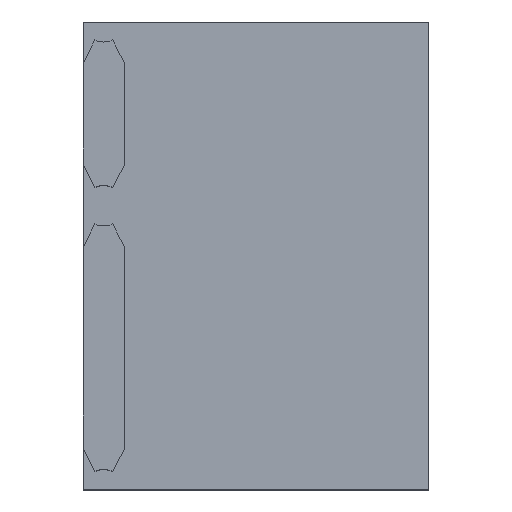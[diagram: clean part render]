
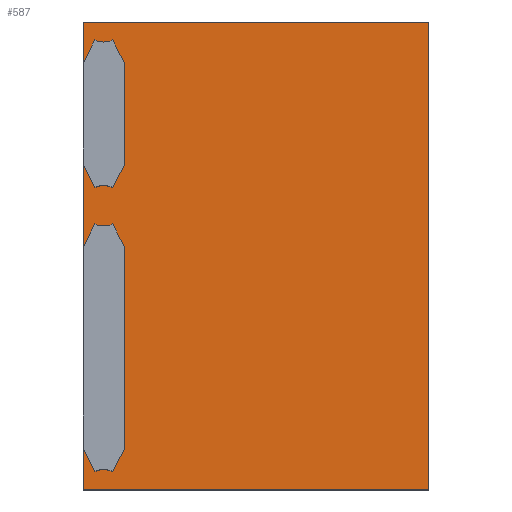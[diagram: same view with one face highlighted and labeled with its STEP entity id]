
A CAD part, top view. The second image highlights one B-rep face of the part: STEP entity #587.
In plain terms, the highlighted planar face has unit normal (0, 0, 1).
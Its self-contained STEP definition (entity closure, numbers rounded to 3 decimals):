
#19=CIRCLE('',#633,1.5);
#20=CIRCLE('',#634,1.5);
#21=CIRCLE('',#635,1.5);
#22=CIRCLE('',#636,1.5);
#37=FACE_OUTER_BOUND('',#69,.T.);
#69=EDGE_LOOP('',(#423,#424,#425,#426,#427,#428,#429,#430,#431,#432,#433,
#434,#435,#436,#437,#438,#439,#440,#441,#442));
#114=LINE('',#870,#190);
#115=LINE('',#874,#191);
#116=LINE('',#876,#192);
#117=LINE('',#878,#193);
#118=LINE('',#882,#194);
#119=LINE('',#884,#195);
#120=LINE('',#886,#196);
#121=LINE('',#888,#197);
#122=LINE('',#890,#198);
#123=LINE('',#892,#199);
#124=LINE('',#894,#200);
#125=LINE('',#898,#201);
#126=LINE('',#900,#202);
#127=LINE('',#902,#203);
#128=LINE('',#906,#204);
#129=LINE('',#907,#205);
#190=VECTOR('',#707,10.);
#191=VECTOR('',#710,10.);
#192=VECTOR('',#711,10.);
#193=VECTOR('',#712,10.);
#194=VECTOR('',#715,10.);
#195=VECTOR('',#716,10.);
#196=VECTOR('',#717,10.);
#197=VECTOR('',#718,10.);
#198=VECTOR('',#719,10.);
#199=VECTOR('',#720,10.);
#200=VECTOR('',#721,10.);
#201=VECTOR('',#724,10.);
#202=VECTOR('',#725,10.);
#203=VECTOR('',#726,10.);
#204=VECTOR('',#729,10.);
#205=VECTOR('',#730,10.);
#259=VERTEX_POINT('',#868);
#260=VERTEX_POINT('',#869);
#261=VERTEX_POINT('',#871);
#262=VERTEX_POINT('',#873);
#263=VERTEX_POINT('',#875);
#264=VERTEX_POINT('',#877);
#265=VERTEX_POINT('',#879);
#266=VERTEX_POINT('',#881);
#267=VERTEX_POINT('',#883);
#268=VERTEX_POINT('',#885);
#269=VERTEX_POINT('',#887);
#270=VERTEX_POINT('',#889);
#271=VERTEX_POINT('',#891);
#272=VERTEX_POINT('',#893);
#273=VERTEX_POINT('',#895);
#274=VERTEX_POINT('',#897);
#275=VERTEX_POINT('',#899);
#276=VERTEX_POINT('',#901);
#277=VERTEX_POINT('',#903);
#278=VERTEX_POINT('',#905);
#322=EDGE_CURVE('',#259,#260,#114,.T.);
#323=EDGE_CURVE('',#260,#261,#19,.T.);
#324=EDGE_CURVE('',#261,#262,#115,.T.);
#325=EDGE_CURVE('',#262,#263,#116,.T.);
#326=EDGE_CURVE('',#263,#264,#117,.T.);
#327=EDGE_CURVE('',#264,#265,#20,.T.);
#328=EDGE_CURVE('',#265,#266,#118,.T.);
#329=EDGE_CURVE('',#267,#266,#119,.T.);
#330=EDGE_CURVE('',#268,#267,#120,.T.);
#331=EDGE_CURVE('',#269,#268,#121,.T.);
#332=EDGE_CURVE('',#270,#269,#122,.T.);
#333=EDGE_CURVE('',#271,#270,#123,.T.);
#334=EDGE_CURVE('',#271,#272,#124,.T.);
#335=EDGE_CURVE('',#272,#273,#21,.T.);
#336=EDGE_CURVE('',#273,#274,#125,.T.);
#337=EDGE_CURVE('',#274,#275,#126,.T.);
#338=EDGE_CURVE('',#275,#276,#127,.T.);
#339=EDGE_CURVE('',#276,#277,#22,.T.);
#340=EDGE_CURVE('',#277,#278,#128,.T.);
#341=EDGE_CURVE('',#259,#278,#129,.T.);
#423=ORIENTED_EDGE('',*,*,#322,.T.);
#424=ORIENTED_EDGE('',*,*,#323,.T.);
#425=ORIENTED_EDGE('',*,*,#324,.T.);
#426=ORIENTED_EDGE('',*,*,#325,.T.);
#427=ORIENTED_EDGE('',*,*,#326,.T.);
#428=ORIENTED_EDGE('',*,*,#327,.T.);
#429=ORIENTED_EDGE('',*,*,#328,.T.);
#430=ORIENTED_EDGE('',*,*,#329,.F.);
#431=ORIENTED_EDGE('',*,*,#330,.F.);
#432=ORIENTED_EDGE('',*,*,#331,.F.);
#433=ORIENTED_EDGE('',*,*,#332,.F.);
#434=ORIENTED_EDGE('',*,*,#333,.F.);
#435=ORIENTED_EDGE('',*,*,#334,.T.);
#436=ORIENTED_EDGE('',*,*,#335,.T.);
#437=ORIENTED_EDGE('',*,*,#336,.T.);
#438=ORIENTED_EDGE('',*,*,#337,.T.);
#439=ORIENTED_EDGE('',*,*,#338,.T.);
#440=ORIENTED_EDGE('',*,*,#339,.T.);
#441=ORIENTED_EDGE('',*,*,#340,.T.);
#442=ORIENTED_EDGE('',*,*,#341,.F.);
#560=PLANE('',#632);
#587=ADVANCED_FACE('',(#37),#560,.T.);
#632=AXIS2_PLACEMENT_3D('',#867,#705,#706);
#633=AXIS2_PLACEMENT_3D('',#872,#708,#709);
#634=AXIS2_PLACEMENT_3D('',#880,#713,#714);
#635=AXIS2_PLACEMENT_3D('',#896,#722,#723);
#636=AXIS2_PLACEMENT_3D('',#904,#727,#728);
#705=DIRECTION('center_axis',(0.,0.,1.));
#706=DIRECTION('ref_axis',(1.,0.,0.));
#707=DIRECTION('',(0.447,0.894,0.));
#708=DIRECTION('center_axis',(0.,0.,
1.));
#709=DIRECTION('ref_axis',(0.,-1.,0.));
#710=DIRECTION('',(0.447,-0.894,0.));
#711=DIRECTION('',(0.,-1.,0.));
#712=DIRECTION('',(-0.447,-0.894,0.));
#713=DIRECTION('center_axis',(0.,0.,
1.));
#714=DIRECTION('ref_axis',(0.,-1.,0.));
#715=DIRECTION('',(-0.447,0.894,0.));
#716=DIRECTION('',(0.,1.,0.));
#717=DIRECTION('',(-1.,0.,0.));
#718=DIRECTION('',(0.,-1.,0.));
#719=DIRECTION('',(1.,0.,0.));
#720=DIRECTION('',(0.,1.,0.));
#721=DIRECTION('',(0.447,0.894,0.));
#722=DIRECTION('center_axis',(0.,0.,1.));
#723=DIRECTION('ref_axis',(0.,-1.,0.));
#724=DIRECTION('',(0.447,-0.894,0.));
#725=DIRECTION('',(0.,-1.,0.));
#726=DIRECTION('',(-0.447,-0.894,0.));
#727=DIRECTION('center_axis',(0.,0.,1.));
#728=DIRECTION('ref_axis',(0.,-1.,0.));
#729=DIRECTION('',(-0.447,0.894,0.));
#730=DIRECTION('',(0.,1.,0.));
#867=CARTESIAN_POINT('Origin',(-24.83,-17.88,-10.075));
#868=CARTESIAN_POINT('',(-37.585,-17.18,-10.075));
#869=CARTESIAN_POINT('',(-36.756,-15.522,-10.075));
#870=CARTESIAN_POINT('',(-37.728,-17.466,-10.075));
#871=CARTESIAN_POINT('',(-35.414,-15.522,-10.075));
#872=CARTESIAN_POINT('Origin',(-36.085,-14.18,-10.075));
#873=CARTESIAN_POINT('',(-34.585,-17.18,-10.075));
#874=CARTESIAN_POINT('',(-35.784,-14.782,-10.075));
#875=CARTESIAN_POINT('',(-34.585,-32.18,-10.075));
#876=CARTESIAN_POINT('',(-34.585,-24.673,-10.075));
#877=CARTESIAN_POINT('',(-35.414,-33.838,-10.075));
#878=CARTESIAN_POINT('',(-33.528,-30.066,-10.075));
#879=CARTESIAN_POINT('',(-36.756,-33.838,-10.075));
#880=CARTESIAN_POINT('Origin',(-36.085,-35.18,-10.075));
#881=CARTESIAN_POINT('',(-37.585,-32.18,-10.075));
#882=CARTESIAN_POINT('',(-41.484,-24.382,-10.075));
#883=CARTESIAN_POINT('',(-37.585,-35.18,-10.075));
#884=CARTESIAN_POINT('',(-37.585,-35.18,-10.075));
#885=CARTESIAN_POINT('',(-12.075,-35.18,-10.075));
#886=CARTESIAN_POINT('',(-12.075,-35.18,-10.075));
#887=CARTESIAN_POINT('',(-12.075,-0.58,-10.075));
#888=CARTESIAN_POINT('',(-12.075,-0.58,-10.075));
#889=CARTESIAN_POINT('',(-37.585,-0.58,-10.075));
#890=CARTESIAN_POINT('',(-37.585,-0.58,-10.075));
#891=CARTESIAN_POINT('',(-37.585,-3.58,-10.075));
#892=CARTESIAN_POINT('',(-37.585,-35.18,-10.075));
#893=CARTESIAN_POINT('',(-36.756,-1.922,-10.075));
#894=CARTESIAN_POINT('',(-39.169,-6.749,-10.075));
#895=CARTESIAN_POINT('',(-35.414,-1.922,-10.075));
#896=CARTESIAN_POINT('Origin',(-36.085,-0.58,-10.075));
#897=CARTESIAN_POINT('',(-34.585,-3.58,-10.075));
#898=CARTESIAN_POINT('',(-31.164,-10.422,-10.075));
#899=CARTESIAN_POINT('',(-34.585,-11.18,-10.075));
#900=CARTESIAN_POINT('',(-34.585,-10.73,-10.075));
#901=CARTESIAN_POINT('',(-35.414,-12.838,-10.075));
#902=CARTESIAN_POINT('',(-34.95,-11.909,-10.075));
#903=CARTESIAN_POINT('',(-36.756,-12.838,-10.075));
#904=CARTESIAN_POINT('Origin',(-36.085,-14.18,-10.075));
#905=CARTESIAN_POINT('',(-37.585,-11.18,-10.075));
#906=CARTESIAN_POINT('',(-34.555,-17.24,-10.075));
#907=CARTESIAN_POINT('',(-37.585,-35.18,-10.075));
